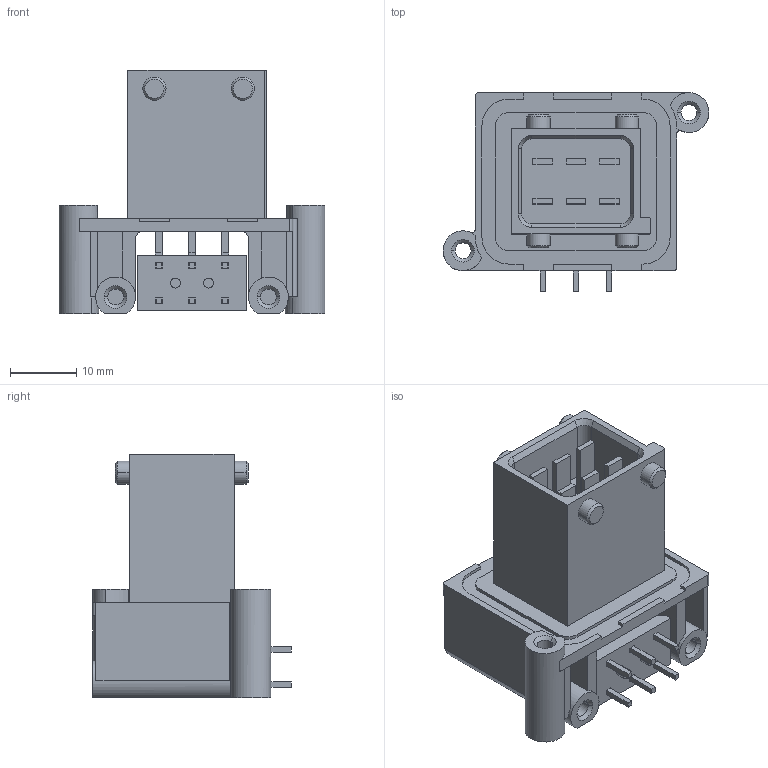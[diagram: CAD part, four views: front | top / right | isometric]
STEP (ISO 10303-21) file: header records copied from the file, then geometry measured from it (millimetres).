
FILE_DESCRIPTION((''),'2;1');
FILE_NAME('C-1-963211-1','2008-08-21T',('workeradm'),('Tyco Electronics Corporation'),'PRO/ENGINEER BY PARAMETRIC TECHNOLOGY CORPORATION, 2005450','PRO/ENGINEER BY PARAMETRIC TECHNOLOGY CORPORATION, 2005450','');
FILE_SCHEMA(('CONFIG_CONTROL_DESIGN', 'GEOMETRIC_VALIDATION_PROPERTIES_MIM'));
Length unit declared in the file: millimetre
Products named in the file (1): C-1-963211-1
Bounding box: 40 x 29.9 x 36.6 mm (x, y, z)
Volume: 8882.4 mm3; surface area: 9563.7 mm2
Topology: 1 solids, 1 shells, 373 faces, 964 edges, 622 vertices
Faces by surface type: plane 277, cylinder 68, cone 28
Entity records: 11409 total; most frequent: CARTESIAN_POINT 1986, ORIENTED_EDGE 1928, DIRECTION 1896, EDGE_CURVE 964, VECTOR 774, LINE 774, VERTEX_POINT 622, AXIS2_PLACEMENT_3D 561
